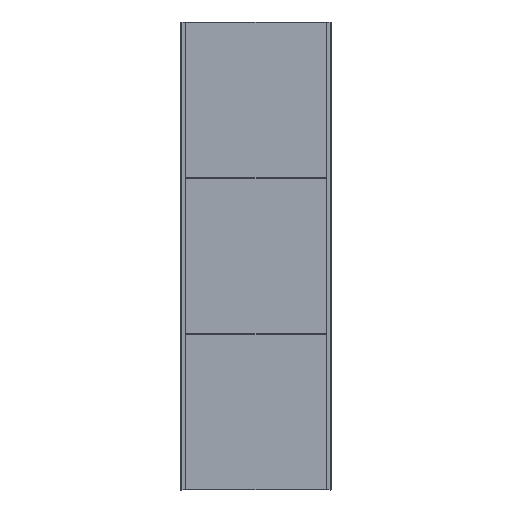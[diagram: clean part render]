
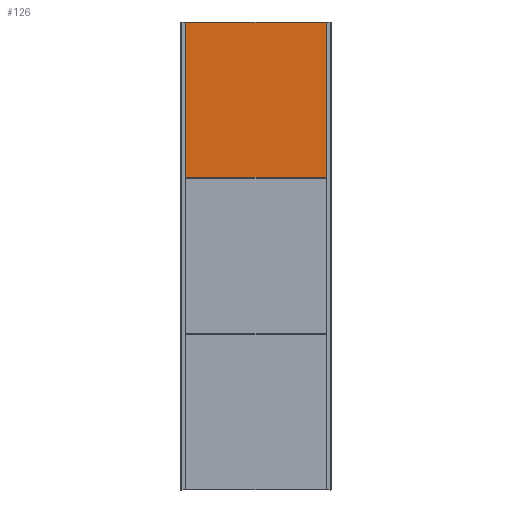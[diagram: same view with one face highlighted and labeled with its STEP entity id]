
A CAD part, front view. The second image highlights one B-rep face of the part: STEP entity #126.
In plain terms, the highlighted planar face has unit normal (0, -1, 0).
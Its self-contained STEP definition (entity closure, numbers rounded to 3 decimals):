
#126=ADVANCED_FACE('',(#470),#4558,.T.);
#470=FACE_OUTER_BOUND('',#814,.T.);
#814=EDGE_LOOP('',(#1458,#1459,#1460,#1461));
#1458=ORIENTED_EDGE('',*,*,#2687,.T.);
#1459=ORIENTED_EDGE('',*,*,#2735,.T.);
#1460=ORIENTED_EDGE('',*,*,#2676,.T.);
#1461=ORIENTED_EDGE('',*,*,#2736,.T.);
#2676=EDGE_CURVE('',#4104,#4105,#3508,.T.);
#2687=EDGE_CURVE('',#4106,#4107,#3515,.T.);
#2735=EDGE_CURVE('',#4107,#4104,#3551,.T.);
#2736=EDGE_CURVE('',#4105,#4106,#3552,.T.);
#3508=B_SPLINE_CURVE_WITH_KNOTS('',1,(#6210,#6211),.UNSPECIFIED.,.F.,.F.,
(2,2),(0.,395.8),.UNSPECIFIED.);
#3515=B_SPLINE_CURVE_WITH_KNOTS('',1,(#6236,#6237),.UNSPECIFIED.,.F.,.F.,
(2,2),(0.,395.8),.UNSPECIFIED.);
#3551=B_SPLINE_CURVE_WITH_KNOTS('',1,(#6344,#6345),.UNSPECIFIED.,.F.,.F.,
(2,2),(0.,375.8),.UNSPECIFIED.);
#3552=B_SPLINE_CURVE_WITH_KNOTS('',1,(#6346,#6347),.UNSPECIFIED.,.F.,.F.,
(2,2),(0.,375.8),.UNSPECIFIED.);
#4104=VERTEX_POINT('',#6118);
#4105=VERTEX_POINT('',#6119);
#4106=VERTEX_POINT('',#6120);
#4107=VERTEX_POINT('',#6121);
#4558=PLANE('',#4934);
#4934=AXIS2_PLACEMENT_3D('',#6080,#5225,$);
#5225=DIRECTION('',(0.,-1.,0.));
#6080=CARTESIAN_POINT('',(191.293,-11.489,162.52));
#6118=CARTESIAN_POINT('',(153.713,-11.489,202.1));
#6119=CARTESIAN_POINT('',(153.713,-11.489,597.9));
#6120=CARTESIAN_POINT('',(-222.087,-11.489,597.9));
#6121=CARTESIAN_POINT('',(-222.087,-11.489,202.1));
#6210=CARTESIAN_POINT('',(153.713,-11.489,202.1));
#6211=CARTESIAN_POINT('',(153.713,-11.489,597.9));
#6236=CARTESIAN_POINT('',(-222.087,-11.489,597.9));
#6237=CARTESIAN_POINT('',(-222.087,-11.489,202.1));
#6344=CARTESIAN_POINT('',(-222.087,-11.489,202.1));
#6345=CARTESIAN_POINT('',(153.713,-11.489,202.1));
#6346=CARTESIAN_POINT('',(153.713,-11.489,597.9));
#6347=CARTESIAN_POINT('',(-222.087,-11.489,597.9));
